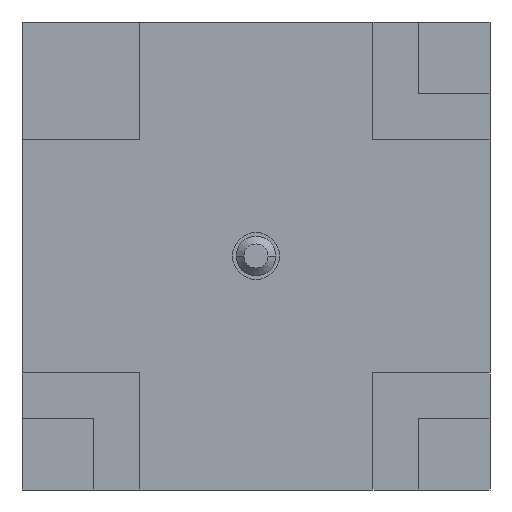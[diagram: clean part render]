
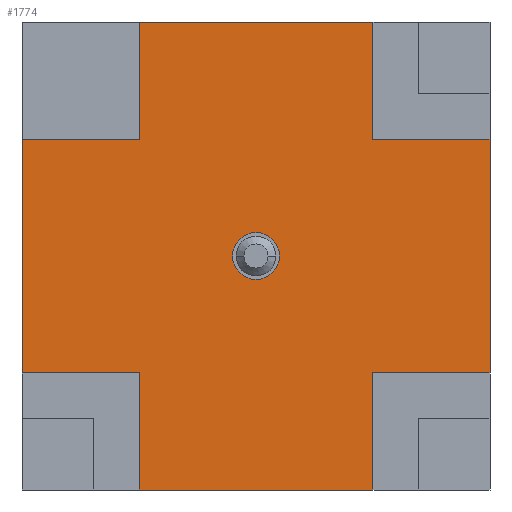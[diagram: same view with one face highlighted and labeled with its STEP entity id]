
A CAD part, front view. The second image highlights one B-rep face of the part: STEP entity #1774.
In plain terms, the highlighted planar face has unit normal (0, -1, 0).
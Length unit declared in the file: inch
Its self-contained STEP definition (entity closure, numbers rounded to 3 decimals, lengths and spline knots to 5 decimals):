
#233=DIRECTION('',(0.,0.,-1.));
#234=VECTOR('',#233,0.11811);
#235=CARTESIAN_POINT('',(-0.11811,-0.30512,
0.05906));
#236=LINE('',#235,#234);
#281=DIRECTION('',(-1.,0.,0.));
#282=VECTOR('',#281,0.11811);
#283=CARTESIAN_POINT('',(0.05906,-0.30512,
0.11811));
#284=LINE('',#283,#282);
#297=DIRECTION('',(0.,0.,1.));
#298=VECTOR('',#297,0.11811);
#299=CARTESIAN_POINT('',(0.11811,-0.30512,
-0.05906));
#300=LINE('',#299,#298);
#321=DIRECTION('',(1.,0.,0.));
#322=VECTOR('',#321,0.11811);
#323=CARTESIAN_POINT('',(-0.05906,-0.30512,
-0.11811));
#324=LINE('',#323,#322);
#385=DIRECTION('',(-1.,0.,0.));
#386=VECTOR('',#385,0.05906);
#387=CARTESIAN_POINT('',(-0.05906,-0.30512,
0.05906));
#388=LINE('',#387,#386);
#389=DIRECTION('',(0.,0.,-1.));
#390=VECTOR('',#389,0.05906);
#391=CARTESIAN_POINT('',(-0.05906,-0.30512,
0.11811));
#392=LINE('',#391,#390);
#393=DIRECTION('',(0.,0.,1.));
#394=VECTOR('',#393,0.05906);
#395=CARTESIAN_POINT('',(0.05906,-0.30512,
0.05906));
#396=LINE('',#395,#394);
#397=DIRECTION('',(-1.,0.,0.));
#398=VECTOR('',#397,0.05906);
#399=CARTESIAN_POINT('',(0.11811,-0.30512,
0.05906));
#400=LINE('',#399,#398);
#401=DIRECTION('',(1.,0.,0.));
#402=VECTOR('',#401,0.05906);
#403=CARTESIAN_POINT('',(0.05906,-0.30512,
-0.05906));
#404=LINE('',#403,#402);
#405=DIRECTION('',(0.,0.,1.));
#406=VECTOR('',#405,0.05906);
#407=CARTESIAN_POINT('',(0.05906,-0.30512,
-0.11811));
#408=LINE('',#407,#406);
#409=DIRECTION('',(0.,0.,-1.));
#410=VECTOR('',#409,0.05906);
#411=CARTESIAN_POINT('',(-0.05906,-0.30512,
-0.05906));
#412=LINE('',#411,#410);
#413=DIRECTION('',(1.,0.,0.));
#414=VECTOR('',#413,0.05906);
#415=CARTESIAN_POINT('',(-0.11811,-0.30512,
-0.05906));
#416=LINE('',#415,#414);
#417=CARTESIAN_POINT('',(0.,-0.30512,0.));
#418=DIRECTION('',(0.,-1.,0.));
#419=DIRECTION('',(-1.,0.,0.));
#420=AXIS2_PLACEMENT_3D('',#417,#418,#419);
#422=CARTESIAN_POINT('',(0.,-0.30512,0.));
#423=DIRECTION('',(0.,-1.,0.));
#424=DIRECTION('',(1.,0.,0.));
#425=AXIS2_PLACEMENT_3D('',#422,#423,#424);
#1101=CARTESIAN_POINT('',(-0.11811,-0.30512,
0.05906));
#1102=CARTESIAN_POINT('',(-0.11811,-0.30512,
-0.05906));
#1103=VERTEX_POINT('',#1101);
#1104=VERTEX_POINT('',#1102);
#1105=CARTESIAN_POINT('',(-0.05906,-0.30512,
-0.11811));
#1106=CARTESIAN_POINT('',(0.05906,-0.30512,
-0.11811));
#1107=VERTEX_POINT('',#1105);
#1108=VERTEX_POINT('',#1106);
#1109=CARTESIAN_POINT('',(0.11811,-0.30512,
-0.05906));
#1110=CARTESIAN_POINT('',(0.11811,-0.30512,
0.05906));
#1111=VERTEX_POINT('',#1109);
#1112=VERTEX_POINT('',#1110);
#1113=CARTESIAN_POINT('',(0.05906,-0.30512,
0.11811));
#1114=CARTESIAN_POINT('',(-0.05906,-0.30512,
0.11811));
#1115=VERTEX_POINT('',#1113);
#1116=VERTEX_POINT('',#1114);
#1117=CARTESIAN_POINT('',(-0.05906,-0.30512,
0.05906));
#1118=VERTEX_POINT('',#1117);
#1119=CARTESIAN_POINT('',(-0.05906,-0.30512,
-0.05906));
#1120=VERTEX_POINT('',#1119);
#1121=CARTESIAN_POINT('',(0.05906,-0.30512,
-0.05906));
#1122=VERTEX_POINT('',#1121);
#1123=CARTESIAN_POINT('',(0.05906,-0.30512,
0.05906));
#1124=VERTEX_POINT('',#1123);
#1293=CARTESIAN_POINT('',(-0.01181,-0.30512,0.));
#1294=CARTESIAN_POINT('',(0.01181,-0.30512,0.));
#1295=VERTEX_POINT('',#1293);
#1296=VERTEX_POINT('',#1294);
#1742=CARTESIAN_POINT('',(0.,-0.30512,0.));
#1743=DIRECTION('',(0.,-1.,0.));
#1744=DIRECTION('',(1.,0.,0.));
#1745=AXIS2_PLACEMENT_3D('',#1742,#1743,#1744);
#1746=PLANE('',#1745);
#1747=ORIENTED_EDGE('',*,*,#1554,.F.);
#1749=ORIENTED_EDGE('',*,*,#1748,.F.);
#1751=ORIENTED_EDGE('',*,*,#1750,.F.);
#1752=ORIENTED_EDGE('',*,*,#1605,.F.);
#1754=ORIENTED_EDGE('',*,*,#1753,.F.);
#1756=ORIENTED_EDGE('',*,*,#1755,.F.);
#1757=ORIENTED_EDGE('',*,*,#1628,.F.);
#1759=ORIENTED_EDGE('',*,*,#1758,.F.);
#1761=ORIENTED_EDGE('',*,*,#1760,.F.);
#1762=ORIENTED_EDGE('',*,*,#1657,.F.);
#1764=ORIENTED_EDGE('',*,*,#1763,.F.);
#1765=ORIENTED_EDGE('',*,*,#1735,.F.);
#1766=EDGE_LOOP('',(#1747,#1749,#1751,#1752,#1754,#1756,#1757,#1759,#1761,#1762,
#1764,#1765));
#1767=FACE_OUTER_BOUND('',#1766,.F.);
#1769=ORIENTED_EDGE('',*,*,#1768,.T.);
#1771=ORIENTED_EDGE('',*,*,#1770,.T.);
#1772=EDGE_LOOP('',(#1769,#1771));
#1773=FACE_BOUND('',#1772,.F.);
#1774=ADVANCED_FACE('',(#1767,#1773),#1746,.T.);
#421=CIRCLE('',#420,0.01181);
#426=CIRCLE('',#425,0.01181);
#1554=EDGE_CURVE('',#1103,#1104,#236,.T.);
#1605=EDGE_CURVE('',#1115,#1116,#284,.T.);
#1628=EDGE_CURVE('',#1111,#1112,#300,.T.);
#1657=EDGE_CURVE('',#1107,#1108,#324,.T.);
#1735=EDGE_CURVE('',#1104,#1120,#416,.T.);
#1748=EDGE_CURVE('',#1118,#1103,#388,.T.);
#1750=EDGE_CURVE('',#1116,#1118,#392,.T.);
#1753=EDGE_CURVE('',#1124,#1115,#396,.T.);
#1755=EDGE_CURVE('',#1112,#1124,#400,.T.);
#1758=EDGE_CURVE('',#1122,#1111,#404,.T.);
#1760=EDGE_CURVE('',#1108,#1122,#408,.T.);
#1763=EDGE_CURVE('',#1120,#1107,#412,.T.);
#1768=EDGE_CURVE('',#1295,#1296,#421,.T.);
#1770=EDGE_CURVE('',#1296,#1295,#426,.T.);
